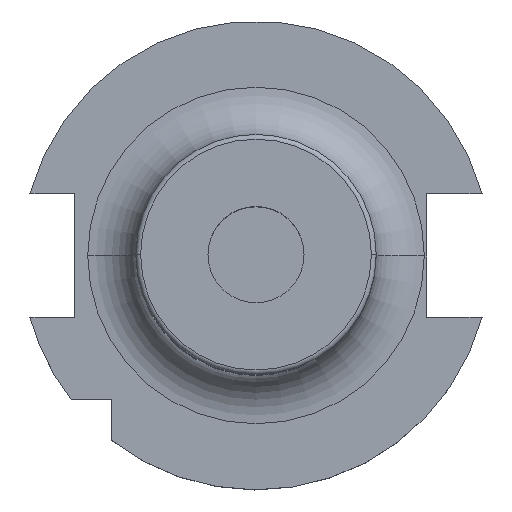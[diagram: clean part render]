
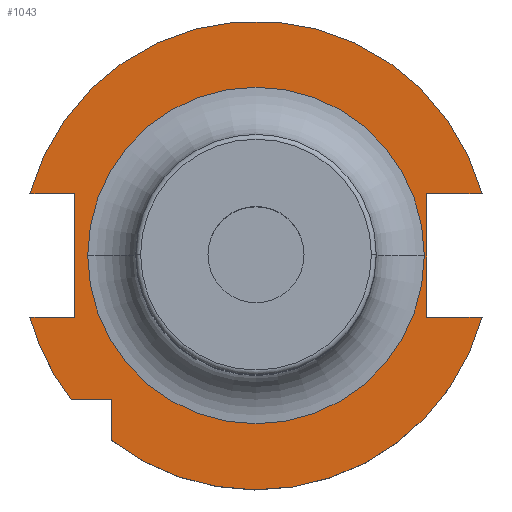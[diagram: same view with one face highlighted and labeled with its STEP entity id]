
A CAD part, top view. The second image highlights one B-rep face of the part: STEP entity #1043.
In plain terms, the highlighted planar face has unit normal (0, 0, 1).
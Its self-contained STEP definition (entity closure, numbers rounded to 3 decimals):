
#6 = LINE ( 'NONE', #1011, #389 ) ;
#14 = ORIENTED_EDGE ( 'NONE', *, *, #2015, .T. ) ;
#15 = DIRECTION ( 'NONE',  ( -1., 0., 0. ) ) ;
#29 = CARTESIAN_POINT ( 'NONE',  ( 0., 0., 19.1 ) ) ;
#51 = DIRECTION ( 'NONE',  ( -1., 0., 0. ) ) ;
#69 = AXIS2_PLACEMENT_3D ( 'NONE', #991, #1143, #1156 ) ;
#94 = DIRECTION ( 'NONE',  ( 0., 0., -1. ) ) ;
#100 = LINE ( 'NONE', #596, #1845 ) ;
#103 = EDGE_CURVE ( 'NONE', #1171, #263, #217, .T. ) ;
#115 = VECTOR ( 'NONE', #1226, 1000. ) ;
#160 = DIRECTION ( 'NONE',  ( 0., 1., 0. ) ) ;
#163 = VERTEX_POINT ( 'NONE', #472 ) ;
#195 = ORIENTED_EDGE ( 'NONE', *, *, #245, .T. ) ;
#204 = LINE ( 'NONE', #1734, #1754 ) ;
#217 = LINE ( 'NONE', #917, #115 ) ;
#220 = VERTEX_POINT ( 'NONE', #322 ) ;
#224 = VECTOR ( 'NONE', #1370, 1000. ) ;
#228 = ORIENTED_EDGE ( 'NONE', *, *, #103, .T. ) ;
#231 = CARTESIAN_POINT ( 'NONE',  ( 0., 0., 19.1 ) ) ;
#245 = EDGE_CURVE ( 'NONE', #1983, #296, #1936, .T. ) ;
#249 = DIRECTION ( 'NONE',  ( -1., 0., 0. ) ) ;
#261 = AXIS2_PLACEMENT_3D ( 'NONE', #1274, #1727, #465 ) ;
#263 = VERTEX_POINT ( 'NONE', #1785 ) ;
#269 = LINE ( 'NONE', #1650, #1623 ) ;
#270 = VECTOR ( 'NONE', #1606, 1000. ) ;
#296 = VERTEX_POINT ( 'NONE', #345 ) ;
#300 = DIRECTION ( 'NONE',  ( 0., 0., -1. ) ) ;
#322 = CARTESIAN_POINT ( 'NONE',  ( 35.5, 12.85, 19.1 ) ) ;
#336 = AXIS2_PLACEMENT_3D ( 'NONE', #809, #300, #1419 ) ;
#339 = EDGE_CURVE ( 'NONE', #1861, #163, #1383, .T. ) ;
#345 = CARTESIAN_POINT ( 'NONE',  ( -35., 0., 19.1 ) ) ;
#349 = ORIENTED_EDGE ( 'NONE', *, *, #591, .T. ) ;
#389 = VECTOR ( 'NONE', #1973, 1000. ) ;
#408 = EDGE_CURVE ( 'NONE', #1815, #163, #6, .T. ) ;
#427 = CARTESIAN_POINT ( 'NONE',  ( 35.5, -12.85, 19.1 ) ) ;
#465 = DIRECTION ( 'NONE',  ( -1., 0., 0. ) ) ;
#472 = CARTESIAN_POINT ( 'NONE',  ( -30., -38.426, 19.1 ) ) ;
#510 = VERTEX_POINT ( 'NONE', #427 ) ;
#533 = CARTESIAN_POINT ( 'NONE',  ( -30., -30., 19.1 ) ) ;
#540 = EDGE_CURVE ( 'NONE', #1975, #1903, #1336, .T. ) ;
#570 = CARTESIAN_POINT ( 'NONE',  ( 35., 0., 19.1 ) ) ;
#591 = EDGE_CURVE ( 'NONE', #510, #220, #204, .T. ) ;
#596 = CARTESIAN_POINT ( 'NONE',  ( -45., -30., 19.1 ) ) ;
#633 = VECTOR ( 'NONE', #51, 1000. ) ;
#662 = LINE ( 'NONE', #890, #224 ) ;
#741 = CIRCLE ( 'NONE', #336, 35. ) ;
#809 = CARTESIAN_POINT ( 'NONE',  ( 0., 0., 19.1 ) ) ;
#816 = ORIENTED_EDGE ( 'NONE', *, *, #408, .T. ) ;
#829 = DIRECTION ( 'NONE',  ( 0., 0., -1. ) ) ;
#862 = ORIENTED_EDGE ( 'NONE', *, *, #1787, .T. ) ;
#890 = CARTESIAN_POINT ( 'NONE',  ( -63.7, -12.85, 19.1 ) ) ;
#917 = CARTESIAN_POINT ( 'NONE',  ( -37.7, 12.85, 19.1 ) ) ;
#922 = DIRECTION ( 'NONE',  ( -1., 0., 0. ) ) ;
#928 = LINE ( 'NONE', #1116, #270 ) ;
#972 = CARTESIAN_POINT ( 'NONE',  ( -47.026, -12.85, 19.1 ) ) ;
#991 = CARTESIAN_POINT ( 'NONE',  ( 0., 0., 19.1 ) ) ;
#1011 = CARTESIAN_POINT ( 'NONE',  ( -30., -30., 19.1 ) ) ;
#1043 = ADVANCED_FACE ( 'NONE', ( #1901, #1757 ), #1478, .F. ) ;
#1111 = EDGE_LOOP ( 'NONE', ( #1502, #195 ) ) ;
#1116 = CARTESIAN_POINT ( 'NONE',  ( -63.7, 12.85, 19.1 ) ) ;
#1143 = DIRECTION ( 'NONE',  ( 0., 0., -1. ) ) ;
#1155 = CARTESIAN_POINT ( 'NONE',  ( -38.426, -30., 19.1 ) ) ;
#1156 = DIRECTION ( 'NONE',  ( -1., 0., 0. ) ) ;
#1171 = VERTEX_POINT ( 'NONE', #2038 ) ;
#1173 = ORIENTED_EDGE ( 'NONE', *, *, #1430, .T. ) ;
#1175 = AXIS2_PLACEMENT_3D ( 'NONE', #1237, #1409, #922 ) ;
#1178 = EDGE_CURVE ( 'NONE', #296, #1983, #741, .T. ) ;
#1208 = DIRECTION ( 'NONE',  ( 1., 0., 0. ) ) ;
#1226 = DIRECTION ( 'NONE',  ( 0., -1., 0. ) ) ;
#1237 = CARTESIAN_POINT ( 'NONE',  ( 0., 0., 19.1 ) ) ;
#1274 = CARTESIAN_POINT ( 'NONE',  ( 0., 0., 19.1 ) ) ;
#1292 = VERTEX_POINT ( 'NONE', #972 ) ;
#1313 = ORIENTED_EDGE ( 'NONE', *, *, #339, .F. ) ;
#1314 = AXIS2_PLACEMENT_3D ( 'NONE', #29, #829, #15 ) ;
#1335 = CARTESIAN_POINT ( 'NONE',  ( 47.026, 12.85, 19.1 ) ) ;
#1336 = CIRCLE ( 'NONE', #1774, 48.75 ) ;
#1370 = DIRECTION ( 'NONE',  ( -1., 0., 0. ) ) ;
#1382 = EDGE_CURVE ( 'NONE', #220, #1903, #269, .T. ) ;
#1383 = CIRCLE ( 'NONE', #1314, 48.75 ) ;
#1409 = DIRECTION ( 'NONE',  ( 0., 0., -1. ) ) ;
#1419 = DIRECTION ( 'NONE',  ( -1., 0., 0. ) ) ;
#1430 = EDGE_CURVE ( 'NONE', #263, #1292, #662, .T. ) ;
#1478 = PLANE ( 'NONE',  #69 ) ;
#1485 = CARTESIAN_POINT ( 'NONE',  ( 35.5, -12.85, 19.1 ) ) ;
#1502 = ORIENTED_EDGE ( 'NONE', *, *, #1178, .T. ) ;
#1513 = ORIENTED_EDGE ( 'NONE', *, *, #540, .F. ) ;
#1531 = EDGE_CURVE ( 'NONE', #1855, #1292, #1839, .T. ) ;
#1605 = ORIENTED_EDGE ( 'NONE', *, *, #1678, .T. ) ;
#1606 = DIRECTION ( 'NONE',  ( 1., 0., 0. ) ) ;
#1623 = VECTOR ( 'NONE', #1208, 1000. ) ;
#1624 = LINE ( 'NONE', #1485, #633 ) ;
#1650 = CARTESIAN_POINT ( 'NONE',  ( 35.5, 12.85, 19.1 ) ) ;
#1652 = ORIENTED_EDGE ( 'NONE', *, *, #1531, .F. ) ;
#1667 = CARTESIAN_POINT ( 'NONE',  ( -47.026, 12.85, 19.1 ) ) ;
#1678 = EDGE_CURVE ( 'NONE', #1975, #1171, #928, .T. ) ;
#1727 = DIRECTION ( 'NONE',  ( 0., 0., -1. ) ) ;
#1734 = CARTESIAN_POINT ( 'NONE',  ( 35.5, 12.85, 19.1 ) ) ;
#1754 = VECTOR ( 'NONE', #160, 1000. ) ;
#1757 = FACE_OUTER_BOUND ( 'NONE', #1991, .T. ) ;
#1774 = AXIS2_PLACEMENT_3D ( 'NONE', #231, #94, #249 ) ;
#1785 = CARTESIAN_POINT ( 'NONE',  ( -37.7, -12.85, 19.1 ) ) ;
#1787 = EDGE_CURVE ( 'NONE', #1861, #510, #1624, .T. ) ;
#1815 = VERTEX_POINT ( 'NONE', #533 ) ;
#1839 = CIRCLE ( 'NONE', #1175, 48.75 ) ;
#1845 = VECTOR ( 'NONE', #2010, 1000. ) ;
#1855 = VERTEX_POINT ( 'NONE', #1155 ) ;
#1861 = VERTEX_POINT ( 'NONE', #1959 ) ;
#1901 = FACE_BOUND ( 'NONE', #1111, .T. ) ;
#1903 = VERTEX_POINT ( 'NONE', #1335 ) ;
#1927 = ORIENTED_EDGE ( 'NONE', *, *, #1382, .T. ) ;
#1936 = CIRCLE ( 'NONE', #261, 35. ) ;
#1959 = CARTESIAN_POINT ( 'NONE',  ( 47.026, -12.85, 19.1 ) ) ;
#1973 = DIRECTION ( 'NONE',  ( 0., -1., 0. ) ) ;
#1975 = VERTEX_POINT ( 'NONE', #1667 ) ;
#1983 = VERTEX_POINT ( 'NONE', #570 ) ;
#1991 = EDGE_LOOP ( 'NONE', ( #816, #1313, #862, #349, #1927, #1513, #1605, #228, #1173, #1652, #14 ) ) ;
#2010 = DIRECTION ( 'NONE',  ( 1., 0., 0. ) ) ;
#2015 = EDGE_CURVE ( 'NONE', #1855, #1815, #100, .T. ) ;
#2038 = CARTESIAN_POINT ( 'NONE',  ( -37.7, 12.85, 19.1 ) ) ;
